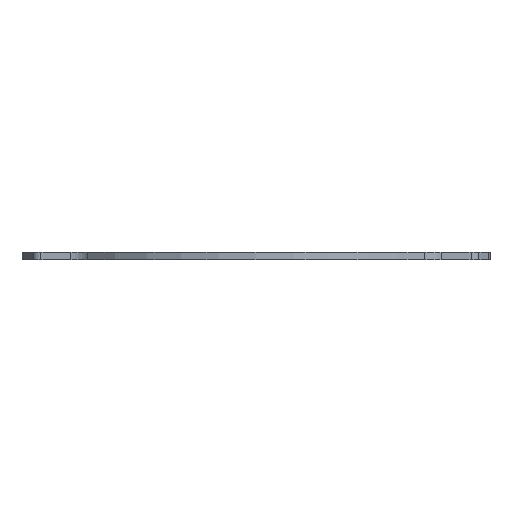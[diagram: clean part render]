
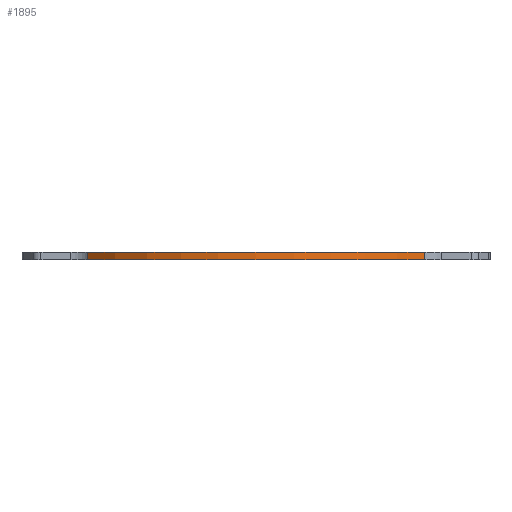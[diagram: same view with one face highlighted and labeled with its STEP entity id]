
A CAD part, front view. The second image highlights one B-rep face of the part: STEP entity #1895.
In plain terms, the highlighted cylindrical face has radius 150 mm (diameter 300 mm), a partial arc.
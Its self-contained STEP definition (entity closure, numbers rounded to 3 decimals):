
#43 = PLANE('',#44);
#44 = AXIS2_PLACEMENT_3D('',#45,#46,#47);
#45 = CARTESIAN_POINT('',(-25.,147.902,20.));
#46 = DIRECTION('',(0.,0.,-1.));
#47 = DIRECTION('',(-1.,0.,0.));
#419 = VERTEX_POINT('',#420);
#420 = CARTESIAN_POINT('',(111.312,-100.547,20.));
#435 = CYLINDRICAL_SURFACE('',#436,15.);
#436 = AXIS2_PLACEMENT_3D('',#437,#438,#439);
#437 = CARTESIAN_POINT('',(122.443,-110.602,20.));
#438 = DIRECTION('',(0.,0.,1.));
#439 = DIRECTION('',(-0.742,0.67,0.));
#447 = EDGE_CURVE('',#448,#419,#450,.T.);
#448 = VERTEX_POINT('',#449);
#449 = CARTESIAN_POINT('',(-111.312,-100.547,20.));
#450 = SURFACE_CURVE('',#451,(#456,#467),.PCURVE_S1.);
#451 = CIRCLE('',#452,150.);
#452 = AXIS2_PLACEMENT_3D('',#453,#454,#455);
#453 = CARTESIAN_POINT('',(0.,0.,20.));
#454 = DIRECTION('',(0.,0.,1.));
#455 = DIRECTION('',(1.,0.,0.));
#456 = PCURVE('',#43,#457);
#457 = DEFINITIONAL_REPRESENTATION('',(#458),#466);
#458 = ( BOUNDED_CURVE() B_SPLINE_CURVE(2,(#459,#460,#461,#462,#463,#464
,#465),.UNSPECIFIED.,.T.,.F.) B_SPLINE_CURVE_WITH_KNOTS((1,2,2,2,2,1),(
    -2.094,0.,2.094,4.189,6.283,
8.378),.UNSPECIFIED.) CURVE() GEOMETRIC_REPRESENTATION_ITEM() 
RATIONAL_B_SPLINE_CURVE((1.,0.5,1.,0.5,1.,0.5,1.)) REPRESENTATION_ITEM(
  '') );
#459 = CARTESIAN_POINT('',(-175.,-147.902));
#460 = CARTESIAN_POINT('',(-175.,111.906));
#461 = CARTESIAN_POINT('',(50.,-17.998));
#462 = CARTESIAN_POINT('',(275.,-147.902));
#463 = CARTESIAN_POINT('',(50.,-277.806));
#464 = CARTESIAN_POINT('',(-175.,-407.71));
#465 = CARTESIAN_POINT('',(-175.,-147.902));
#466 = ( GEOMETRIC_REPRESENTATION_CONTEXT(2) 
PARAMETRIC_REPRESENTATION_CONTEXT() REPRESENTATION_CONTEXT('2D SPACE',''
  ) );
#467 = PCURVE('',#468,#473);
#468 = CYLINDRICAL_SURFACE('',#469,150.);
#469 = AXIS2_PLACEMENT_3D('',#470,#471,#472);
#470 = CARTESIAN_POINT('',(0.,0.,20.));
#471 = DIRECTION('',(-0.,-0.,-1.));
#472 = DIRECTION('',(1.,0.,0.));
#473 = DEFINITIONAL_REPRESENTATION('',(#474),#478);
#474 = LINE('',#475,#476);
#475 = CARTESIAN_POINT('',(-0.,0.));
#476 = VECTOR('',#477,1.);
#477 = DIRECTION('',(-1.,0.));
#478 = ( GEOMETRIC_REPRESENTATION_CONTEXT(2) 
PARAMETRIC_REPRESENTATION_CONTEXT() REPRESENTATION_CONTEXT('2D SPACE',''
  ) );
#497 = CYLINDRICAL_SURFACE('',#498,15.);
#498 = AXIS2_PLACEMENT_3D('',#499,#500,#501);
#499 = CARTESIAN_POINT('',(-122.443,-110.602,20.));
#500 = DIRECTION('',(0.,0.,1.));
#501 = DIRECTION('',(0.,1.,0.));
#900 = PLANE('',#901);
#901 = AXIS2_PLACEMENT_3D('',#902,#903,#904);
#902 = CARTESIAN_POINT('',(-25.,147.902,25.));
#903 = DIRECTION('',(0.,0.,-1.));
#904 = DIRECTION('',(-1.,0.,0.));
#1801 = EDGE_CURVE('',#448,#1802,#1804,.T.);
#1802 = VERTEX_POINT('',#1803);
#1803 = CARTESIAN_POINT('',(-111.312,-100.547,25.));
#1804 = SURFACE_CURVE('',#1805,(#1809,#1816),.PCURVE_S1.);
#1805 = LINE('',#1806,#1807);
#1806 = CARTESIAN_POINT('',(-111.312,-100.547,20.));
#1807 = VECTOR('',#1808,1.);
#1808 = DIRECTION('',(0.,0.,1.));
#1809 = PCURVE('',#497,#1810);
#1810 = DEFINITIONAL_REPRESENTATION('',(#1811),#1815);
#1811 = LINE('',#1812,#1813);
#1812 = CARTESIAN_POINT('',(-0.836,0.));
#1813 = VECTOR('',#1814,1.);
#1814 = DIRECTION('',(-0.,1.));
#1815 = ( GEOMETRIC_REPRESENTATION_CONTEXT(2) 
PARAMETRIC_REPRESENTATION_CONTEXT() REPRESENTATION_CONTEXT('2D SPACE',''
  ) );
#1816 = PCURVE('',#468,#1817);
#1817 = DEFINITIONAL_REPRESENTATION('',(#1818),#1822);
#1818 = LINE('',#1819,#1820);
#1819 = CARTESIAN_POINT('',(-3.876,0.));
#1820 = VECTOR('',#1821,1.);
#1821 = DIRECTION('',(-0.,-1.));
#1822 = ( GEOMETRIC_REPRESENTATION_CONTEXT(2) 
PARAMETRIC_REPRESENTATION_CONTEXT() REPRESENTATION_CONTEXT('2D SPACE',''
  ) );
#1895 = ADVANCED_FACE('',(#1896),#468,.T.);
#1896 = FACE_BOUND('',#1897,.F.);
#1897 = EDGE_LOOP('',(#1898,#1899,#1900,#1928));
#1898 = ORIENTED_EDGE('',*,*,#447,.F.);
#1899 = ORIENTED_EDGE('',*,*,#1801,.T.);
#1900 = ORIENTED_EDGE('',*,*,#1901,.T.);
#1901 = EDGE_CURVE('',#1802,#1902,#1904,.T.);
#1902 = VERTEX_POINT('',#1903);
#1903 = CARTESIAN_POINT('',(111.312,-100.547,25.));
#1904 = SURFACE_CURVE('',#1905,(#1910,#1917),.PCURVE_S1.);
#1905 = CIRCLE('',#1906,150.);
#1906 = AXIS2_PLACEMENT_3D('',#1907,#1908,#1909);
#1907 = CARTESIAN_POINT('',(0.,0.,25.));
#1908 = DIRECTION('',(0.,0.,1.));
#1909 = DIRECTION('',(1.,0.,0.));
#1910 = PCURVE('',#468,#1911);
#1911 = DEFINITIONAL_REPRESENTATION('',(#1912),#1916);
#1912 = LINE('',#1913,#1914);
#1913 = CARTESIAN_POINT('',(-0.,-5.));
#1914 = VECTOR('',#1915,1.);
#1915 = DIRECTION('',(-1.,0.));
#1916 = ( GEOMETRIC_REPRESENTATION_CONTEXT(2) 
PARAMETRIC_REPRESENTATION_CONTEXT() REPRESENTATION_CONTEXT('2D SPACE',''
  ) );
#1917 = PCURVE('',#900,#1918);
#1918 = DEFINITIONAL_REPRESENTATION('',(#1919),#1927);
#1919 = ( BOUNDED_CURVE() B_SPLINE_CURVE(2,(#1920,#1921,#1922,#1923,
#1924,#1925,#1926),.UNSPECIFIED.,.T.,.F.) B_SPLINE_CURVE_WITH_KNOTS((1,2
    ,2,2,2,1),(-2.094,0.,2.094,4.189,
6.283,8.378),.UNSPECIFIED.) CURVE() 
GEOMETRIC_REPRESENTATION_ITEM() RATIONAL_B_SPLINE_CURVE((1.,0.5,1.,0.5,
1.,0.5,1.)) REPRESENTATION_ITEM('') );
#1920 = CARTESIAN_POINT('',(-175.,-147.902));
#1921 = CARTESIAN_POINT('',(-175.,111.906));
#1922 = CARTESIAN_POINT('',(50.,-17.998));
#1923 = CARTESIAN_POINT('',(275.,-147.902));
#1924 = CARTESIAN_POINT('',(50.,-277.806));
#1925 = CARTESIAN_POINT('',(-175.,-407.71));
#1926 = CARTESIAN_POINT('',(-175.,-147.902));
#1927 = ( GEOMETRIC_REPRESENTATION_CONTEXT(2) 
PARAMETRIC_REPRESENTATION_CONTEXT() REPRESENTATION_CONTEXT('2D SPACE',''
  ) );
#1928 = ORIENTED_EDGE('',*,*,#1929,.F.);
#1929 = EDGE_CURVE('',#419,#1902,#1930,.T.);
#1930 = SURFACE_CURVE('',#1931,(#1935,#1942),.PCURVE_S1.);
#1931 = LINE('',#1932,#1933);
#1932 = CARTESIAN_POINT('',(111.312,-100.547,20.));
#1933 = VECTOR('',#1934,1.);
#1934 = DIRECTION('',(0.,0.,1.));
#1935 = PCURVE('',#468,#1936);
#1936 = DEFINITIONAL_REPRESENTATION('',(#1937),#1941);
#1937 = LINE('',#1938,#1939);
#1938 = CARTESIAN_POINT('',(-5.549,0.));
#1939 = VECTOR('',#1940,1.);
#1940 = DIRECTION('',(-0.,-1.));
#1941 = ( GEOMETRIC_REPRESENTATION_CONTEXT(2) 
PARAMETRIC_REPRESENTATION_CONTEXT() REPRESENTATION_CONTEXT('2D SPACE',''
  ) );
#1942 = PCURVE('',#435,#1943);
#1943 = DEFINITIONAL_REPRESENTATION('',(#1944),#1948);
#1944 = LINE('',#1945,#1946);
#1945 = CARTESIAN_POINT('',(0.,0.));
#1946 = VECTOR('',#1947,1.);
#1947 = DIRECTION('',(-0.,1.));
#1948 = ( GEOMETRIC_REPRESENTATION_CONTEXT(2) 
PARAMETRIC_REPRESENTATION_CONTEXT() REPRESENTATION_CONTEXT('2D SPACE',''
  ) );
